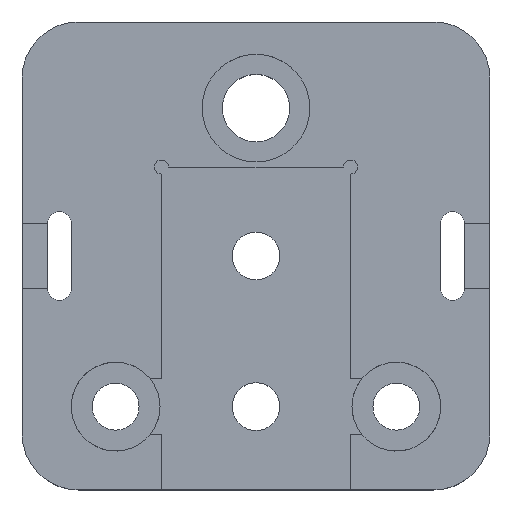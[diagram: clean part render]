
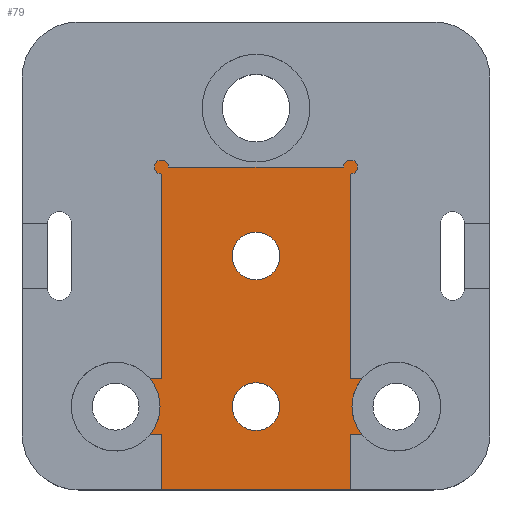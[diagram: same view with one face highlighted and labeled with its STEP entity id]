
A CAD part, top view. The second image highlights one B-rep face of the part: STEP entity #79.
In plain terms, the highlighted planar face has unit normal (0, 0, 1).
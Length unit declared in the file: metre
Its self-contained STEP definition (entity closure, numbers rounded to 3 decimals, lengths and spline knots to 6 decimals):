
#79 = ADVANCED_FACE( '', ( #201, #202, #203 ), #204, .T. );
#201 = FACE_OUTER_BOUND( '', #386, .T. );
#202 = FACE_BOUND( '', #387, .T. );
#203 = FACE_BOUND( '', #388, .T. );
#204 = PLANE( '', #389 );
#386 = EDGE_LOOP( '', ( #572, #573, #574, #575, #576, #577, #578, #579, #580, #581, #582, #583, #584, #585 ) );
#387 = EDGE_LOOP( '', ( #586 ) );
#388 = EDGE_LOOP( '', ( #587 ) );
#389 = AXIS2_PLACEMENT_3D( '', #588, #589, #590 );
#572 = ORIENTED_EDGE( '', *, *, #1026, .T. );
#573 = ORIENTED_EDGE( '', *, *, #1027, .T. );
#574 = ORIENTED_EDGE( '', *, *, #1028, .T. );
#575 = ORIENTED_EDGE( '', *, *, #1029, .F. );
#576 = ORIENTED_EDGE( '', *, *, #1030, .F. );
#577 = ORIENTED_EDGE( '', *, *, #1031, .T. );
#578 = ORIENTED_EDGE( '', *, *, #1032, .F. );
#579 = ORIENTED_EDGE( '', *, *, #1033, .T. );
#580 = ORIENTED_EDGE( '', *, *, #1034, .T. );
#581 = ORIENTED_EDGE( '', *, *, #1035, .F. );
#582 = ORIENTED_EDGE( '', *, *, #1036, .F. );
#583 = ORIENTED_EDGE( '', *, *, #1037, .T. );
#584 = ORIENTED_EDGE( '', *, *, #1038, .T. );
#585 = ORIENTED_EDGE( '', *, *, #1039, .T. );
#586 = ORIENTED_EDGE( '', *, *, #1040, .F. );
#587 = ORIENTED_EDGE( '', *, *, #1041, .F. );
#588 = CARTESIAN_POINT( '', ( 0., 0., 0.005 ) );
#589 = DIRECTION( '', ( 0., 0., 1. ) );
#590 = DIRECTION( '', ( 1., 0., 0. ) );
#1026 = EDGE_CURVE( '', #1211, #1212, #1213, .T. );
#1027 = EDGE_CURVE( '', #1212, #1214, #1215, .T. );
#1028 = EDGE_CURVE( '', #1214, #1216, #1217, .T. );
#1029 = EDGE_CURVE( '', #1218, #1216, #1219, .T. );
#1030 = EDGE_CURVE( '', #1220, #1218, #1221, .T. );
#1031 = EDGE_CURVE( '', #1220, #1222, #1223, .T. );
#1032 = EDGE_CURVE( '', #1224, #1222, #1225, .T. );
#1033 = EDGE_CURVE( '', #1224, #1226, #1227, .T. );
#1034 = EDGE_CURVE( '', #1226, #1228, #1229, .T. );
#1035 = EDGE_CURVE( '', #1230, #1228, #1231, .T. );
#1036 = EDGE_CURVE( '', #1232, #1230, #1233, .T. );
#1037 = EDGE_CURVE( '', #1232, #1234, #1235, .T. );
#1038 = EDGE_CURVE( '', #1234, #1236, #1237, .T. );
#1039 = EDGE_CURVE( '', #1236, #1211, #1238, .T. );
#1040 = EDGE_CURVE( '', #1239, #1239, #1240, .T. );
#1041 = EDGE_CURVE( '', #1241, #1241, #1242, .T. );
#1211 = VERTEX_POINT( '', #1482 );
#1212 = VERTEX_POINT( '', #1483 );
#1213 = CIRCLE( '', #1484, 0.00075 );
#1214 = VERTEX_POINT( '', #1485 );
#1215 = LINE( '', #1486, #1487 );
#1216 = VERTEX_POINT( '', #1488 );
#1217 = LINE( '', #1489, #1490 );
#1218 = VERTEX_POINT( '', #1491 );
#1219 = CIRCLE( '', #1492, 0.00475 );
#1220 = VERTEX_POINT( '', #1493 );
#1221 = LINE( '', #1494, #1495 );
#1222 = VERTEX_POINT( '', #1496 );
#1223 = LINE( '', #1497, #1498 );
#1224 = VERTEX_POINT( '', #1499 );
#1225 = LINE( '', #1500, #1501 );
#1226 = VERTEX_POINT( '', #1502 );
#1227 = LINE( '', #1503, #1504 );
#1228 = VERTEX_POINT( '', #1505 );
#1229 = LINE( '', #1506, #1507 );
#1230 = VERTEX_POINT( '', #1508 );
#1231 = CIRCLE( '', #1509, 0.00475 );
#1232 = VERTEX_POINT( '', #1510 );
#1233 = LINE( '', #1511, #1512 );
#1234 = VERTEX_POINT( '', #1513 );
#1235 = LINE( '', #1514, #1515 );
#1236 = VERTEX_POINT( '', #1516 );
#1237 = CIRCLE( '', #1517, 0.00075 );
#1238 = LINE( '', #1518, #1519 );
#1239 = VERTEX_POINT( '', #1520 );
#1240 = CIRCLE( '', #1521, 0.00255 );
#1241 = VERTEX_POINT( '', #1522 );
#1242 = CIRCLE( '', #1523, 0.00255 );
#1482 = CARTESIAN_POINT( '', ( -0.00935, 0.0095, 0.005 ) );
#1483 = CARTESIAN_POINT( '', ( -0.0101, 0.00875, 0.005 ) );
#1484 = AXIS2_PLACEMENT_3D( '', #1834, #1835, #1836 );
#1485 = CARTESIAN_POINT( '', ( -0.0101, -0.0131, 0.005 ) );
#1486 = CARTESIAN_POINT( '', ( -0.0101, -0.00775, 0.005 ) );
#1487 = VECTOR( '', #1837, 1. );
#1488 = CARTESIAN_POINT( '', ( -0.011317, -0.0131, 0.005 ) );
#1489 = CARTESIAN_POINT( '', ( -0.010709, -0.0131, 0.005 ) );
#1490 = VECTOR( '', #1838, 1. );
#1491 = CARTESIAN_POINT( '', ( -0.011317, -0.0191, 0.005 ) );
#1492 = AXIS2_PLACEMENT_3D( '', #1839, #1840, #1841 );
#1493 = CARTESIAN_POINT( '', ( -0.0101, -0.0191, 0.005 ) );
#1494 = CARTESIAN_POINT( '', ( -0.010709, -0.0191, 0.005 ) );
#1495 = VECTOR( '', #1842, 1. );
#1496 = CARTESIAN_POINT( '', ( -0.0101, -0.025, 0.005 ) );
#1497 = CARTESIAN_POINT( '', ( -0.0101, -0.00775, 0.005 ) );
#1498 = VECTOR( '', #1843, 1. );
#1499 = CARTESIAN_POINT( '', ( 0.0101, -0.025, 0.005 ) );
#1500 = CARTESIAN_POINT( '', ( -0.010096, -0.025, 0.005 ) );
#1501 = VECTOR( '', #1844, 1. );
#1502 = CARTESIAN_POINT( '', ( 0.0101, -0.0191, 0.005 ) );
#1503 = CARTESIAN_POINT( '', ( 0.0101, -0.014023, 0.005 ) );
#1504 = VECTOR( '', #1845, 1. );
#1505 = CARTESIAN_POINT( '', ( 0.011317, -0.0191, 0.005 ) );
#1506 = CARTESIAN_POINT( '', ( 0.010709, -0.0191, 0.005 ) );
#1507 = VECTOR( '', #1846, 1. );
#1508 = CARTESIAN_POINT( '', ( 0.011317, -0.0131, 0.005 ) );
#1509 = AXIS2_PLACEMENT_3D( '', #1847, #1848, #1849 );
#1510 = CARTESIAN_POINT( '', ( 0.0101, -0.0131, 0.005 ) );
#1511 = CARTESIAN_POINT( '', ( 0.010709, -0.0131, 0.005 ) );
#1512 = VECTOR( '', #1850, 1. );
#1513 = CARTESIAN_POINT( '', ( 0.0101, 0.00875, 0.005 ) );
#1514 = CARTESIAN_POINT( '', ( 0.0101, -0.014023, 0.005 ) );
#1515 = VECTOR( '', #1851, 1. );
#1516 = CARTESIAN_POINT( '', ( 0.00935, 0.0095, 0.005 ) );
#1517 = AXIS2_PLACEMENT_3D( '', #1852, #1853, #1854 );
#1518 = CARTESIAN_POINT( '', ( 0.001653, 0.0095, 0.005 ) );
#1519 = VECTOR( '', #1855, 1. );
#1520 = CARTESIAN_POINT( '', ( 0.00255, -0.0161, 0.005 ) );
#1521 = AXIS2_PLACEMENT_3D( '', #1856, #1857, #1858 );
#1522 = CARTESIAN_POINT( '', ( 0.00255, 0., 0.005 ) );
#1523 = AXIS2_PLACEMENT_3D( '', #1859, #1860, #1861 );
#1834 = CARTESIAN_POINT( '', ( -0.0101, 0.0095, 0.005 ) );
#1835 = DIRECTION( '', ( 0., 0., 1. ) );
#1836 = DIRECTION( '', ( 1., 0., 0. ) );
#1837 = DIRECTION( '', ( 0., -1., 0. ) );
#1838 = DIRECTION( '', ( -1., 0., 0. ) );
#1839 = CARTESIAN_POINT( '', ( -0.015, -0.0161, 0.005 ) );
#1840 = DIRECTION( '', ( 0., 0., 1. ) );
#1841 = DIRECTION( '', ( 1., 0., 0. ) );
#1842 = DIRECTION( '', ( -1., 0., 0. ) );
#1843 = DIRECTION( '', ( 0., -1., 0. ) );
#1844 = DIRECTION( '', ( -1., 0., 0. ) );
#1845 = DIRECTION( '', ( 0., 1., 0. ) );
#1846 = DIRECTION( '', ( 1., 0., 0. ) );
#1847 = CARTESIAN_POINT( '', ( 0.015, -0.0161, 0.005 ) );
#1848 = DIRECTION( '', ( 0., 0., 1. ) );
#1849 = DIRECTION( '', ( 1., 0., 0. ) );
#1850 = DIRECTION( '', ( 1., 0., 0. ) );
#1851 = DIRECTION( '', ( 0., 1., 0. ) );
#1852 = CARTESIAN_POINT( '', ( 0.0101, 0.0095, 0.005 ) );
#1853 = DIRECTION( '', ( 0., 0., 1. ) );
#1854 = DIRECTION( '', ( 1., 0., 0. ) );
#1855 = DIRECTION( '', ( -1., 0., 0. ) );
#1856 = CARTESIAN_POINT( '', ( 0., -0.0161, 0.005 ) );
#1857 = DIRECTION( '', ( 0., 0., 1. ) );
#1858 = DIRECTION( '', ( 1., 0., 0. ) );
#1859 = CARTESIAN_POINT( '', ( 0., 0., 0.005 ) );
#1860 = DIRECTION( '', ( 0., 0., 1. ) );
#1861 = DIRECTION( '', ( 1., 0., 0. ) );
